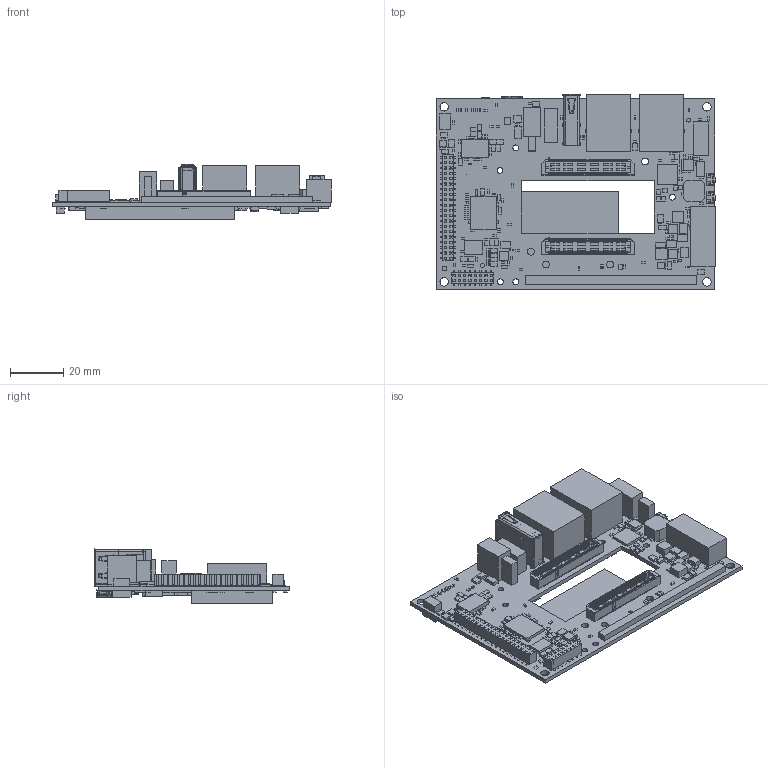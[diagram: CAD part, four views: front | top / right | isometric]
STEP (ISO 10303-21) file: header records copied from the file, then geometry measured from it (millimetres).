
FILE_DESCRIPTION(('FreeCAD Model'),'2;1');
FILE_NAME('1459-3.step','2016-11-30T10:57:31', ('FreeCAD'),('FreeCAD'),'Open CASCADE STEP processor 6.3','FreeCAD', 'Unknown');
FILE_SCHEMA(('AUTOMOTIVE_DESIGN_CC2 { 1 2 10303 214 -1 1 5 4 }'));
Length unit declared in the file: millimetre
Products named in the file (416): Board_outline; C1; C10; C100; C101; C102; C103; C104; C105; C106; C107; C108; C109; C11; C110; C111; C112; C113; C114; C115; C116; C117; C118; C119; C12; C120; C121; C122; C123; C124; C125; C126; C127; C128; C129; C13; C130; C131; C132; C133 ...
Bounding box: 105.35 x 73.72 x 21.04 mm (x, y, z)
Volume: 38238.3 mm3; surface area: 39536.4 mm2
Topology: 414 solids, 802 shells, 14045 faces, 38206 edges, 24990 vertices
Faces by surface type: plane 12653, cylinder 841, bspline 421, revolution 86, sphere 18, cone 14, torus 12
Full cylindrical faces by diameter (mm): 1.1 x4, 1.2 x14, 1.4 x6, 1.5 x4, 1.6 x1, 1.7 x4, 2.2 x5, 2.6 x4, 3.2 x8
Entity records: 990446 total; most frequent: CARTESIAN_POINT 222902, DIRECTION 134075, LINE 101343, VECTOR 101343, ORIENTED_EDGE 73955, PCURVE 73951, DEFINITIONAL_REPRESENTATION 73951, EDGE_CURVE 38194
